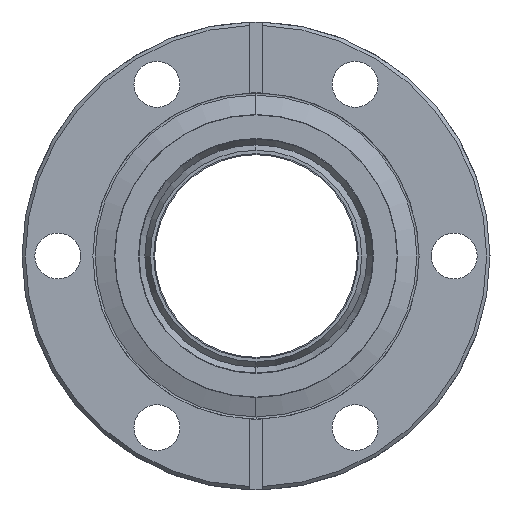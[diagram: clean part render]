
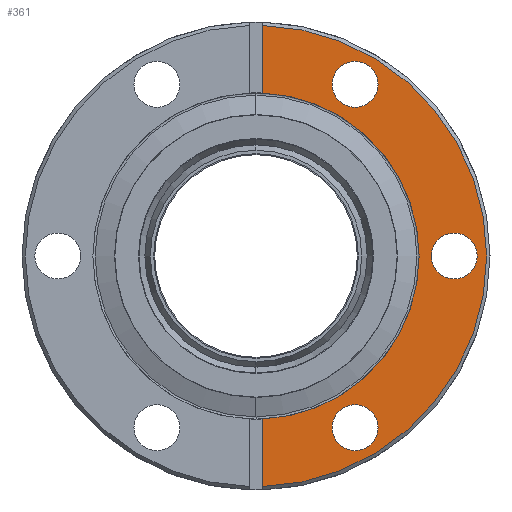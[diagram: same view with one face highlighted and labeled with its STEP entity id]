
A CAD part, left-side view. The second image highlights one B-rep face of the part: STEP entity #361.
In plain terms, the highlighted planar face has unit normal (-1, 0, 0).
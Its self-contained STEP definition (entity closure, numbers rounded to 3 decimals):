
#361=ADVANCED_FACE('',(#2638,#2639,#2640,#2641),#2637,.F.);
#2637=PLANE('',#7476);
#2638=FACE_OUTER_BOUND('',#7477,.T.);
#2639=FACE_BOUND('',#7478,.T.);
#2640=FACE_BOUND('',#7479,.T.);
#2641=FACE_BOUND('',#7480,.T.);
#7473=CARTESIAN_POINT('',(-40.,-37.465,40.962));
#7474=DIRECTION('',(1.,0.,0.));
#7475=DIRECTION('',(0.,0.,-1.));
#7476=AXIS2_PLACEMENT_3D('',#7473,#7474,#7475);
#7477=EDGE_LOOP('',(#9116,#9117,#9118,#9119));
#7478=EDGE_LOOP('',(#9120,#9121,#9122));
#7479=EDGE_LOOP('',(#9123,#9124,#9125));
#7480=EDGE_LOOP('',(#9126,#9127,#9128));
#9116=ORIENTED_EDGE('',*,*,#10026,.T.);
#9117=ORIENTED_EDGE('',*,*,#10009,.F.);
#9118=ORIENTED_EDGE('',*,*,#10027,.F.);
#9119=ORIENTED_EDGE('',*,*,#10016,.T.);
#9120=ORIENTED_EDGE('',*,*,#10028,.F.);
#9121=ORIENTED_EDGE('',*,*,#10029,.F.);
#9122=ORIENTED_EDGE('',*,*,#10030,.F.);
#9123=ORIENTED_EDGE('',*,*,#10031,.F.);
#9124=ORIENTED_EDGE('',*,*,#10032,.F.);
#9125=ORIENTED_EDGE('',*,*,#10033,.F.);
#9126=ORIENTED_EDGE('',*,*,#10034,.F.);
#9127=ORIENTED_EDGE('',*,*,#10035,.F.);
#9128=ORIENTED_EDGE('',*,*,#10036,.F.);
#10009=EDGE_CURVE('',#13047,#13054,#13055,.T.);
#10016=EDGE_CURVE('',#13101,#13094,#13102,.T.);
#10026=EDGE_CURVE('',#13094,#13054,#13168,.T.);
#10027=EDGE_CURVE('',#13101,#13047,#13174,.T.);
#10028=EDGE_CURVE('',#13180,#13181,#13182,.T.);
#10029=EDGE_CURVE('',#13188,#13180,#13189,.T.);
#10030=EDGE_CURVE('',#13181,#13188,#13195,.T.);
#10031=EDGE_CURVE('',#13201,#13202,#13203,.T.);
#10032=EDGE_CURVE('',#13209,#13201,#13210,.T.);
#10033=EDGE_CURVE('',#13202,#13209,#13216,.T.);
#10034=EDGE_CURVE('',#13222,#13223,#13224,.T.);
#10035=EDGE_CURVE('',#13230,#13222,#13231,.T.);
#10036=EDGE_CURVE('',#13223,#13230,#13237,.T.);
#13047=VERTEX_POINT('',#16755);
#13054=VERTEX_POINT('',#16759);
#13055=LINE('',#16760,#16761);
#13094=VERTEX_POINT('',#16786);
#13101=VERTEX_POINT('',#16791);
#13102=LINE('',#16792,#16793);
#13168=CIRCLE('',#16836,34.15);
#13174=CIRCLE('',#16840,24.15);
#13180=VERTEX_POINT('',#16841);
#13181=VERTEX_POINT('',#16842);
#13182=CIRCLE('',#16846,3.4);
#13188=VERTEX_POINT('',#16847);
#13189=CIRCLE('',#16851,3.4);
#13195=CIRCLE('',#16855,3.4);
#13201=VERTEX_POINT('',#16856);
#13202=VERTEX_POINT('',#16857);
#13203=CIRCLE('',#16861,3.4);
#13209=VERTEX_POINT('',#16862);
#13210=CIRCLE('',#16866,3.4);
#13216=CIRCLE('',#16870,3.4);
#13222=VERTEX_POINT('',#16871);
#13223=VERTEX_POINT('',#16872);
#13224=CIRCLE('',#16876,3.4);
#13230=VERTEX_POINT('',#16877);
#13231=CIRCLE('',#16881,3.4);
#13237=CIRCLE('',#16885,3.4);
#16755=CARTESIAN_POINT('',(-40.,-1.,24.129));
#16759=CARTESIAN_POINT('',(-40.,-1.,34.135));
#16760=CARTESIAN_POINT('',(-40.,-1.,24.129));
#16761=VECTOR('',#16762,10.006);
#16762=DIRECTION('',(0.,0.,1.));
#16786=CARTESIAN_POINT('',(-40.,-1.,-34.135));
#16791=CARTESIAN_POINT('',(-40.,-1.,-24.129));
#16792=CARTESIAN_POINT('',(-40.,-1.,-24.129));
#16793=VECTOR('',#16794,10.006);
#16794=DIRECTION('',(0.,0.,-1.));
#16833=CARTESIAN_POINT('',(-40.,0.,0.));
#16834=DIRECTION('',(-1.,0.,0.));
#16835=DIRECTION('',(0.,0.,-1.));
#16836=AXIS2_PLACEMENT_3D('',#16833,#16834,#16835);
#16837=CARTESIAN_POINT('',(-40.,0.,0.));
#16838=DIRECTION('',(-1.,0.,0.));
#16839=DIRECTION('',(0.,0.,-1.));
#16840=AXIS2_PLACEMENT_3D('',#16837,#16838,#16839);
#16841=CARTESIAN_POINT('',(-40.,-29.35,-3.4));
#16842=CARTESIAN_POINT('',(-40.,-32.75,0.));
#16843=CARTESIAN_POINT('',(-40.,-29.35,0.));
#16844=DIRECTION('',(-1.,0.,0.));
#16845=DIRECTION('',(0.,-1.,0.));
#16846=AXIS2_PLACEMENT_3D('',#16843,#16844,#16845);
#16847=CARTESIAN_POINT('',(-40.,-29.35,3.4));
#16848=CARTESIAN_POINT('',(-40.,-29.35,0.));
#16849=DIRECTION('',(-1.,0.,0.));
#16850=DIRECTION('',(0.,-1.,0.));
#16851=AXIS2_PLACEMENT_3D('',#16848,#16849,#16850);
#16852=CARTESIAN_POINT('',(-40.,-29.35,0.));
#16853=DIRECTION('',(-1.,0.,0.));
#16854=DIRECTION('',(0.,-1.,0.));
#16855=AXIS2_PLACEMENT_3D('',#16852,#16853,#16854);
#16856=CARTESIAN_POINT('',(-40.,-14.675,22.018));
#16857=CARTESIAN_POINT('',(-40.,-18.075,25.418));
#16858=CARTESIAN_POINT('',(-40.,-14.675,25.418));
#16859=DIRECTION('',(-1.,0.,0.));
#16860=DIRECTION('',(0.,-1.,0.));
#16861=AXIS2_PLACEMENT_3D('',#16858,#16859,#16860);
#16862=CARTESIAN_POINT('',(-40.,-14.675,28.818));
#16863=CARTESIAN_POINT('',(-40.,-14.675,25.418));
#16864=DIRECTION('',(-1.,0.,0.));
#16865=DIRECTION('',(0.,-1.,0.));
#16866=AXIS2_PLACEMENT_3D('',#16863,#16864,#16865);
#16867=CARTESIAN_POINT('',(-40.,-14.675,25.418));
#16868=DIRECTION('',(-1.,0.,0.));
#16869=DIRECTION('',(0.,-1.,0.));
#16870=AXIS2_PLACEMENT_3D('',#16867,#16868,#16869);
#16871=CARTESIAN_POINT('',(-40.,-14.675,-28.818));
#16872=CARTESIAN_POINT('',(-40.,-18.075,-25.418));
#16873=CARTESIAN_POINT('',(-40.,-14.675,-25.418));
#16874=DIRECTION('',(-1.,0.,0.));
#16875=DIRECTION('',(0.,-1.,0.));
#16876=AXIS2_PLACEMENT_3D('',#16873,#16874,#16875);
#16877=CARTESIAN_POINT('',(-40.,-14.675,-22.018));
#16878=CARTESIAN_POINT('',(-40.,-14.675,-25.418));
#16879=DIRECTION('',(-1.,0.,0.));
#16880=DIRECTION('',(0.,-1.,0.));
#16881=AXIS2_PLACEMENT_3D('',#16878,#16879,#16880);
#16882=CARTESIAN_POINT('',(-40.,-14.675,-25.418));
#16883=DIRECTION('',(-1.,0.,0.));
#16884=DIRECTION('',(0.,-1.,0.));
#16885=AXIS2_PLACEMENT_3D('',#16882,#16883,#16884);
